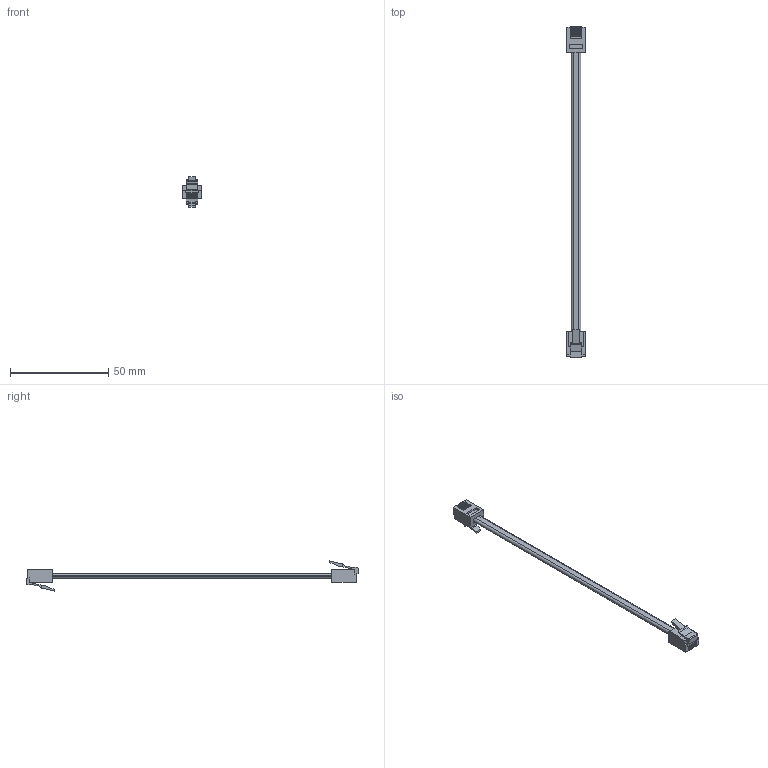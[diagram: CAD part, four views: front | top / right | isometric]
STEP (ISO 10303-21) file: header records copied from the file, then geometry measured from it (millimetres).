
FILE_DESCRIPTION (( 'STEP AP214' ), '1' );
FILE_NAME ('TDC325_3D.step', '2025-06-23T14:28:38', ( '' ), ( '' ), 'SwSTEP 2.0', 'SolidWorks 2022', '' );
FILE_SCHEMA (( 'AUTOMOTIVE_DESIGN' ));
Length unit declared in the file: inch
Products named in the file (5): TDB4-PROD; 1AD01-011_NO PIN DESIGNATION; 1AD01-008-MA1; 1AD01-011_with crimped pins; TDC325_3D
Assembly tree (8 placements, depth 3):
  TDC325_3D
    TDB4-PROD
    1AD01-011_with crimped pins  x2
      1AD01-011_NO PIN DESIGNATION
      1AD01-008-MA1
Bounding box: 9.65 x 168.91 x 15.4 mm (x, y, z)
Volume: 2952.9 mm3; surface area: 4477.4 mm2
Topology: 11 solids, 11 shells, 454 faces, 1308 edges, 868 vertices
Faces by surface type: plane 364, cylinder 90
Entity records: 5915 total; most frequent: CARTESIAN_POINT 926, ORIENTED_EDGE 906, DIRECTION 847, EDGE_CURVE 453, LINE 389, VECTOR 389, VERTEX_POINT 300, AXIS2_PLACEMENT_3D 229
